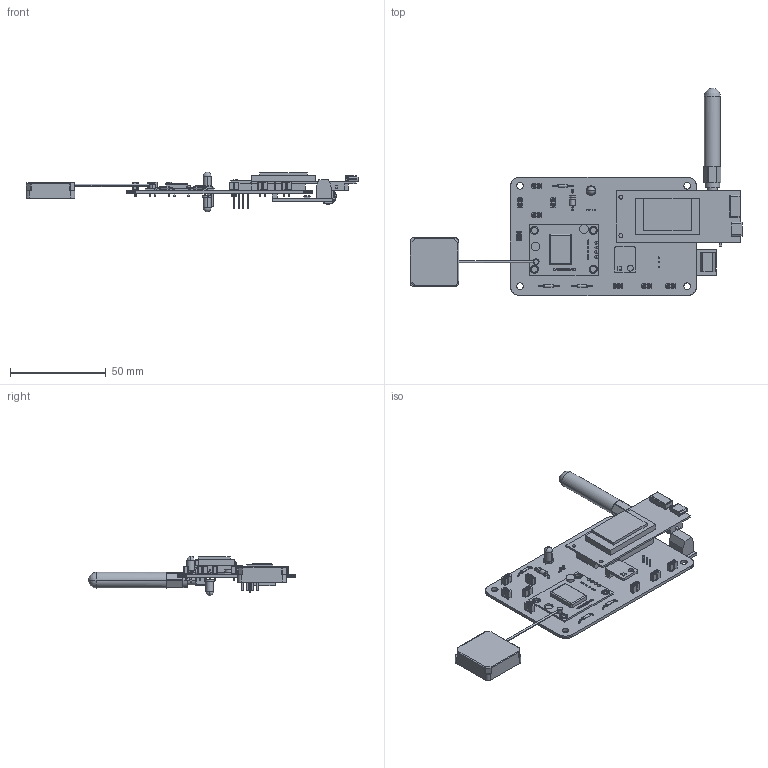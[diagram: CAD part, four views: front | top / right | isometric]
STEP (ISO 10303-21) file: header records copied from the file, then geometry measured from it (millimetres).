
FILE_DESCRIPTION(('PCB Model'),'2;1');
FILE_NAME('07_IoT_ESP32_EnergyTracker.STEP', '2026-01-31T00:32:31',('diego'),('Unspecified'), 'Open CASCADE STEP processor 6.8','Proteus','Unknown');
FILE_SCHEMA(('CONFIG_CONTROL_DESIGN','SHAPE_APPEARANCE_LAYER_MIM'));
Length unit declared in the file: millimetre
Products named in the file (62): Open CASCADE STEP translator 6.8 3; Layer_1; TTGO1; Open CASCADE STEP translator 6.8 3.2.1; Body_1; =>[0:1:1:3]; =>[0:1:1:4]; =>[0:1:1:5]; =>[0:1:1:6]; =>[0:1:1:7]; GPS1; Open CASCADE STEP translator 6.8 3.3.1; BME1; Open CASCADE STEP translator 6.8 3.4.1; ASC1; Open CASCADE STEP translator 6.8 3.5.1; =>[0:1:1:8]; =>[0:1:1:9]; RGB_DER; Open CASCADE STEP translator 6.8 3.6.1; RGB_IZQ; Open CASCADE STEP translator 6.8 3.7.1; PANEL1; Open CASCADE STEP translator 6.8 3.8.1; PANEL2; Open CASCADE STEP translator 6.8 3.9.1; SWITCH; Open CASCADE STEP translator 6.8 3.10.1; FAN; Open CASCADE STEP translator 6.8 3.11.1; ESP32_POWER; Open CASCADE STEP translator 6.8 3.12.1; SM5308_5V_OUTPUT; Open CASCADE STEP translator 6.8 3.13.1; SM5308_C_INPUT; Open CASCADE STEP translator 6.8 3.14.1; D1; Open CASCADE STEP translator 6.8 3.15.1; VOLTAGE_READ; Open CASCADE STEP translator 6.8 3.16.1 ...
Assembly tree (71 placements, depth 5):
  Open CASCADE STEP translator 6.8 3
    Layer_1
    TTGO1
      Open CASCADE STEP translator 6.8 3.2.1
        Body_1
          =>[0:1:1:3]
          =>[0:1:1:4]
          =>[0:1:1:5]
          =>[0:1:1:6]
          =>[0:1:1:7]
    GPS1
      Open CASCADE STEP translator 6.8 3.3.1
        Body_1
          =>[0:1:1:3]
          =>[0:1:1:4]
    BME1
      Open CASCADE STEP translator 6.8 3.4.1
        Body_1
          =>[0:1:1:3]
          =>[0:1:1:4]
    ASC1
      Open CASCADE STEP translator 6.8 3.5.1
        Body_1
          =>[0:1:1:3]
          =>[0:1:1:4]
          =>[0:1:1:5]
          =>[0:1:1:6]
          =>[0:1:1:7]
          =>[0:1:1:8]
          =>[0:1:1:9]
    RGB_DER
      Open CASCADE STEP translator 6.8 3.6.1
        Body_1
    RGB_IZQ
      Open CASCADE STEP translator 6.8 3.7.1
        Body_1
    PANEL1
      Open CASCADE STEP translator 6.8 3.8.1
        Body_1
    PANEL2
      Open CASCADE STEP translator 6.8 3.9.1
        Body_1
    SWITCH
      Open CASCADE STEP translator 6.8 3.10.1
        Body_1
    FAN
      Open CASCADE STEP translator 6.8 3.11.1
        Body_1
    ESP32_POWER
      Open CASCADE STEP translator 6.8 3.12.1
        Body_1
    SM5308_5V_OUTPUT
      Open CASCADE STEP translator 6.8 3.13.1
        Body_1
    SM5308_C_INPUT
      Open CASCADE STEP translator 6.8 3.14.1
        Body_1
    D1
      Open CASCADE STEP translator 6.8 3.15.1
        Body_1
Bounding box: 173.7 x 108.55 x 20.81 mm (x, y, z)
Volume: 28237.8 mm3; surface area: 30655.1 mm2
Topology: 37 solids, 37 shells, 1534 faces, 3892 edges, 2435 vertices
Faces by surface type: plane 604, cylinder 442, cone 320, sphere 74, torus 58, bspline 28, extrusion 6, revolution 2
Entity records: 31602 total; most frequent: CARTESIAN_POINT 6445, DIRECTION 4410, ORIENTED_EDGE 4298, EDGE_CURVE 2149, AXIS2_PLACEMENT_3D 1605, VERTEX_POINT 1457, VECTOR 1198, LINE 1196
